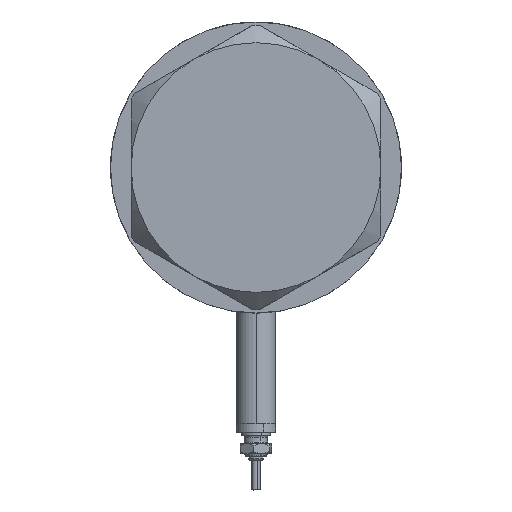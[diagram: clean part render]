
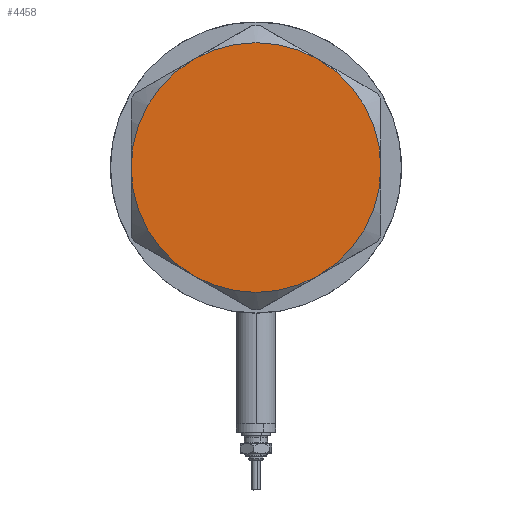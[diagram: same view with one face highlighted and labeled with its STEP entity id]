
A CAD part, left-side view. The second image highlights one B-rep face of the part: STEP entity #4458.
In plain terms, the highlighted face is planar.
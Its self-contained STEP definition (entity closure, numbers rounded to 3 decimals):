
#6 = AXIS2_PLACEMENT_3D ( 'NONE', #5195, #3037, #1234 ) ;
#116 = CARTESIAN_POINT ( 'NONE',  ( 0., 0., 13. ) ) ;
#204 = DIRECTION ( 'NONE',  ( 1., 0., 0. ) ) ;
#341 = EDGE_CURVE ( 'NONE', #541, #1596, #1512, .T. ) ;
#378 = DIRECTION ( 'NONE',  ( 0., 0., 1. ) ) ;
#465 = EDGE_LOOP ( 'NONE', ( #1119, #1582, #4485, #5211, #5531, #796 ) ) ;
#541 = VERTEX_POINT ( 'NONE', #2606 ) ;
#561 = AXIS2_PLACEMENT_3D ( 'NONE', #3128, #2188, #2591 ) ;
#796 = ORIENTED_EDGE ( 'NONE', *, *, #4877, .T. ) ;
#850 = FACE_OUTER_BOUND ( 'NONE', #465, .T. ) ;
#889 = AXIS2_PLACEMENT_3D ( 'NONE', #116, #4505, #2200 ) ;
#1119 = ORIENTED_EDGE ( 'NONE', *, *, #2867, .T. ) ;
#1234 = DIRECTION ( 'NONE',  ( 1., 0., 0. ) ) ;
#1237 = AXIS2_PLACEMENT_3D ( 'NONE', #5718, #4795, #204 ) ;
#1387 = EDGE_CURVE ( 'NONE', #1619, #541, #3468, .T. ) ;
#1512 = CIRCLE ( 'NONE', #4506, 37.75 ) ;
#1582 = ORIENTED_EDGE ( 'NONE', *, *, #4282, .T. ) ;
#1596 = VERTEX_POINT ( 'NONE', #2416 ) ;
#1619 = VERTEX_POINT ( 'NONE', #4784 ) ;
#1729 = CIRCLE ( 'NONE', #4151, 37.75 ) ;
#2188 = DIRECTION ( 'NONE',  ( 0., 0., 1. ) ) ;
#2200 = DIRECTION ( 'NONE',  ( 1., 0., 0. ) ) ;
#2416 = CARTESIAN_POINT ( 'NONE',  ( -18.875, -32.692, 13. ) ) ;
#2591 = DIRECTION ( 'NONE',  ( 1., 0., 0. ) ) ;
#2606 = CARTESIAN_POINT ( 'NONE',  ( -37.75, 0., 13. ) ) ;
#2722 = DIRECTION ( 'NONE',  ( 1., 0., 0. ) ) ;
#2867 = EDGE_CURVE ( 'NONE', #4094, #4853, #3088, .T. ) ;
#3037 = DIRECTION ( 'NONE',  ( 0., 0., 1. ) ) ;
#3088 = CIRCLE ( 'NONE', #1237, 37.75 ) ;
#3128 = CARTESIAN_POINT ( 'NONE',  ( 0., 0., 13. ) ) ;
#3196 = PLANE ( 'NONE',  #3777 ) ;
#3414 = CIRCLE ( 'NONE', #889, 37.75 ) ;
#3444 = EDGE_CURVE ( 'NONE', #5505, #1619, #1729, .T. ) ;
#3468 = CIRCLE ( 'NONE', #561, 37.75 ) ;
#3587 = DIRECTION ( 'NONE',  ( 0., 0., 1. ) ) ;
#3632 = CARTESIAN_POINT ( 'NONE',  ( 0., 0., 13. ) ) ;
#3649 = CARTESIAN_POINT ( 'NONE',  ( 18.875, -32.692, 13. ) ) ;
#3777 = AXIS2_PLACEMENT_3D ( 'NONE', #3632, #5025, #2722 ) ;
#3959 = CIRCLE ( 'NONE', #6, 37.75 ) ;
#4094 = VERTEX_POINT ( 'NONE', #3649 ) ;
#4117 = CARTESIAN_POINT ( 'NONE',  ( 0., 0., 13. ) ) ;
#4151 = AXIS2_PLACEMENT_3D ( 'NONE', #4117, #3587, #4970 ) ;
#4282 = EDGE_CURVE ( 'NONE', #4853, #5505, #3959, .T. ) ;
#4458 = ADVANCED_FACE ( 'NONE', ( #850 ), #3196, .T. ) ;
#4485 = ORIENTED_EDGE ( 'NONE', *, *, #3444, .T. ) ;
#4499 = CARTESIAN_POINT ( 'NONE',  ( 0., 0., 13. ) ) ;
#4505 = DIRECTION ( 'NONE',  ( 0., 0., 1. ) ) ;
#4506 = AXIS2_PLACEMENT_3D ( 'NONE', #4499, #378, #5107 ) ;
#4784 = CARTESIAN_POINT ( 'NONE',  ( -18.875, 32.692, 13. ) ) ;
#4795 = DIRECTION ( 'NONE',  ( 0., 0., 1. ) ) ;
#4853 = VERTEX_POINT ( 'NONE', #5056 ) ;
#4877 = EDGE_CURVE ( 'NONE', #1596, #4094, #3414, .T. ) ;
#4970 = DIRECTION ( 'NONE',  ( 1., 0., 0. ) ) ;
#5025 = DIRECTION ( 'NONE',  ( 0., 0., 1. ) ) ;
#5056 = CARTESIAN_POINT ( 'NONE',  ( 37.75, 0., 13. ) ) ;
#5107 = DIRECTION ( 'NONE',  ( 1., 0., 0. ) ) ;
#5195 = CARTESIAN_POINT ( 'NONE',  ( 0., 0., 13. ) ) ;
#5211 = ORIENTED_EDGE ( 'NONE', *, *, #1387, .T. ) ;
#5505 = VERTEX_POINT ( 'NONE', #5800 ) ;
#5531 = ORIENTED_EDGE ( 'NONE', *, *, #341, .T. ) ;
#5718 = CARTESIAN_POINT ( 'NONE',  ( 0., 0., 13. ) ) ;
#5800 = CARTESIAN_POINT ( 'NONE',  ( 18.875, 32.692, 13. ) ) ;
